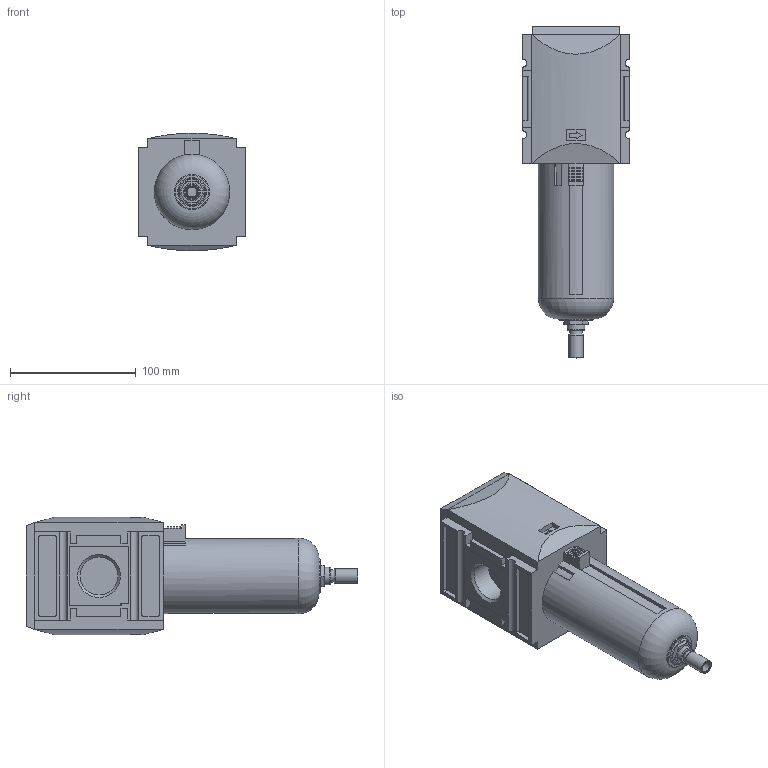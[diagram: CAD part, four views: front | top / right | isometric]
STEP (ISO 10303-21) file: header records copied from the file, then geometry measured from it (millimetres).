
FILE_DESCRIPTION(/* description */ ('STEP AP214'),/* implementation_level */ '2;1');
FILE_NAME(/* name */ '034421',/* time_stamp */ '2023-03-24T11:54:11+01:00',/* author */ ('License CC BY-ND 4.0'),/* organization */ ('CADENAS'),/* preprocessor_version */ 'ST-DEVELOPER v19.3',/* originating_system */ 'PARTsolutions',/* authorisation */ ' ');
FILE_SCHEMA (('AUTOMOTIVE_DESIGN {1 0 10303 214 3 1 1}'));
Length unit declared in the file: millimetre
Products named in the file (3): 034421; FU 6141_0; FU 6141G 1000-1
Assembly tree (2 placements, depth 2):
  034421
    FU 6141_0
    FU 6141G 1000-1
Bounding box: 85 x 264 x 93.27 mm (x, y, z)
Volume: 1077128.9 mm3; surface area: 94807.4 mm2
Topology: 2 solids, 2 shells, 269 faces, 697 edges, 456 vertices
Faces by surface type: plane 188, cylinder 61, cone 14, torus 6
Full cylindrical faces by diameter (mm): 7.5 x1, 8.566 x1, 8.917 x1, 9.728 x1, 11.3 x1, 14 x1, 22 x1, 23 x1, 27 x1, 30.291 x2, 37 x1, 42 x1, 60 x1
Entity records: 9940 total; most frequent: CARTESIAN_POINT 1446, DIRECTION 1346, ORIENTED_EDGE 1330, EDGE_CURVE 665, LINE 488, VECTOR 488, VERTEX_POINT 449, AXIS2_PLACEMENT_3D 429
